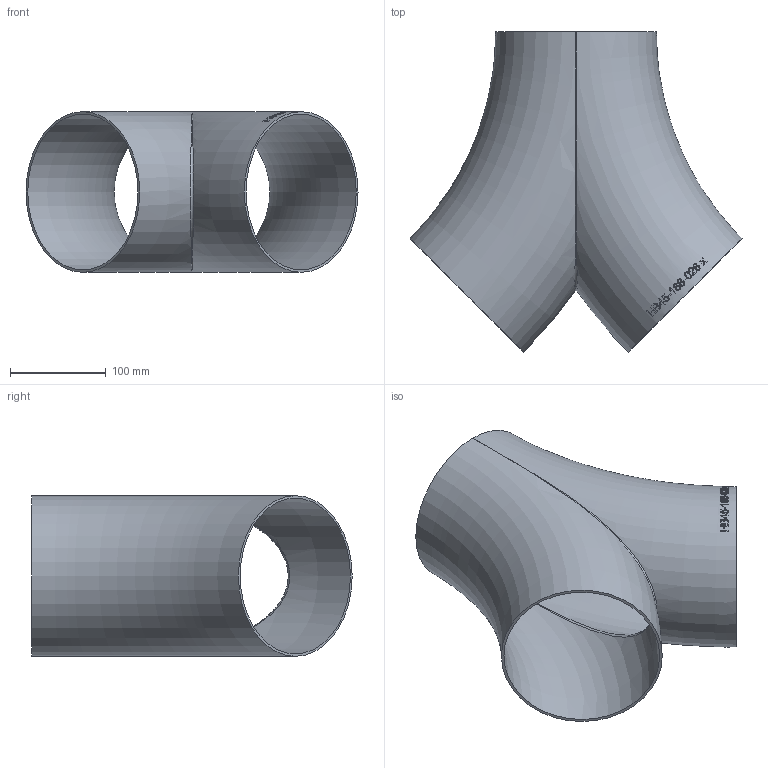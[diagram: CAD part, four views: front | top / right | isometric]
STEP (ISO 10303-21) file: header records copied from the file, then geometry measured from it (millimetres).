
FILE_DESCRIPTION (( 'STEP AP214' ), '1' );
FILE_NAME ('HB45-168-026-x Hosenbogen 45° 2006.STEP', '2020-05-29T10:19:42', ( '' ), ( '' ), 'SwSTEP 2.0', 'SolidWorks 2019', '' );
FILE_SCHEMA (( 'AUTOMOTIVE_DESIGN' ));
Length unit declared in the file: millimetre
Products named in the file (1): HB45-168-026-x Hosenbogen 45° 2006
Bounding box: 347.46 x 335.27 x 168.3 mm (x, y, z)
Volume: 544507.9 mm3; surface area: 421998.4 mm2
Topology: 1 solids, 1 shells, 198 faces, 528 edges, 349 vertices
Faces by surface type: bspline 168, torus 27, plane 3
Entity records: 31394 total; most frequent: CARTESIAN_POINT 26038, ORIENTED_EDGE 1020, EDGE_CURVE 510, B_SPLINE_CURVE_WITH_KNOTS 502, VERTEX_POINT 340, EDGE_LOOP 226, FACE_OUTER_BOUND 201, ADVANCED_FACE 197
